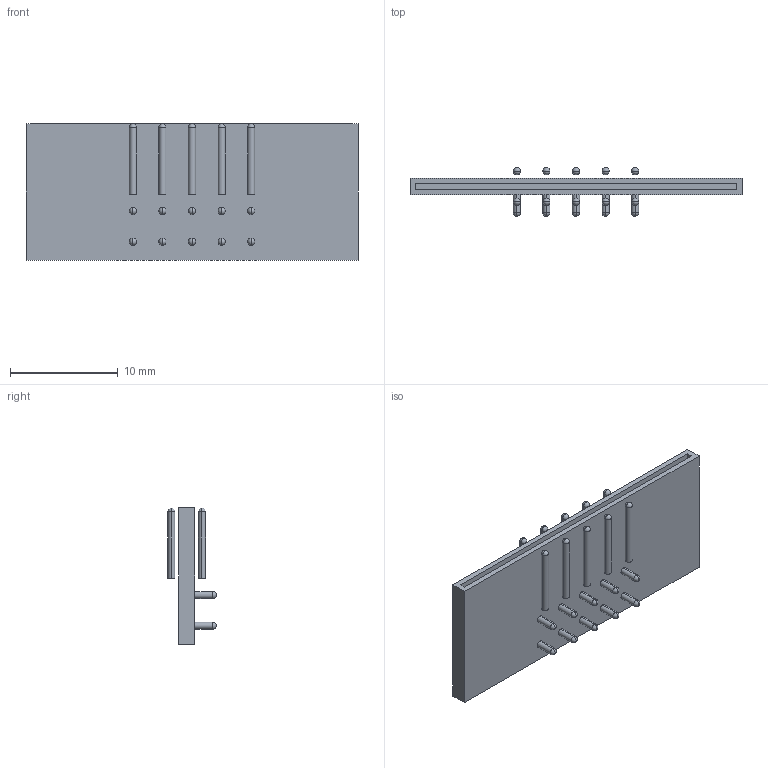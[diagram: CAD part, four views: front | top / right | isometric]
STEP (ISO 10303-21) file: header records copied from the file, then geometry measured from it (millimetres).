
FILE_DESCRIPTION (( 'STEP AP214' ), '1' );
FILE_NAME ( 'SHDRRA10W26P108_112_5X2_1213X497H59.step', '2020-09-07T22:20:39', ( '' ), ( '' ), 'Part was generated with the free Library Expert Lite available at www.PCBLibraries.com. Removing line will violate the End User License Agreement.', '©2017 PCB Libraries, Inc.', '' );
FILE_SCHEMA (( 'AUTOMOTIVE_DESIGN' ));
Length unit declared in the file: millimetre
Products named in the file (1): SHDRRA10W26P108_112_5X2_1213X497H59
Bounding box: 30.81 x 4.5 x 12.62 mm (x, y, z)
Volume: 514.1 mm3; surface area: 1489.1 mm2
Topology: 21 solids, 21 shells, 111 faces, 264 edges, 156 vertices
Faces by surface type: sphere 40, cylinder 40, plane 31
Entity records: 3017 total; most frequent: DIRECTION 528, CARTESIAN_POINT 412, ORIENTED_EDGE 368, AXIS2_PLACEMENT_3D 232, EDGE_CURVE 184, STYLED_ITEM 133, PRESENTATION_LAYER_ASSIGNMENT 133, MECHANICAL_DESIGN_GEOMETRIC_PRESENTATION_REPRESENTATION 133
